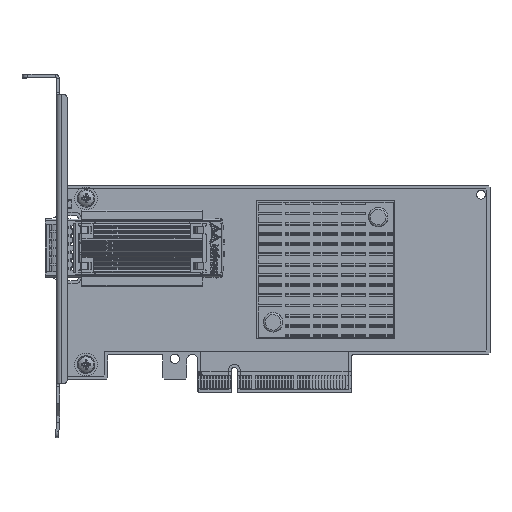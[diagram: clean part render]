
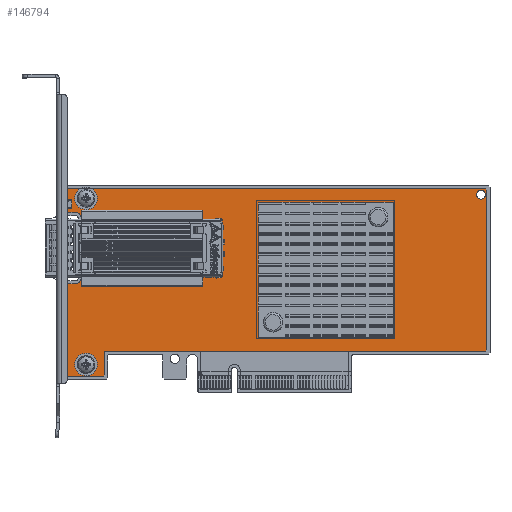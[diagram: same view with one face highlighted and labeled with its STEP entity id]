
A CAD part, top view. The second image highlights one B-rep face of the part: STEP entity #146794.
In plain terms, the highlighted planar face has unit normal (0, 0, 1).
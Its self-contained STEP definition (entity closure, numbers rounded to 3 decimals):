
#1125=LINE('',#205267,#19016);
#1150=LINE('',#205321,#19041);
#1153=LINE('',#205327,#19044);
#1156=LINE('',#205333,#19047);
#1159=LINE('',#205339,#19050);
#1162=LINE('',#205345,#19053);
#1165=LINE('',#205351,#19056);
#1168=LINE('',#205357,#19059);
#1172=LINE('',#205369,#19063);
#1176=LINE('',#205381,#19067);
#1179=LINE('',#205387,#19070);
#1182=LINE('',#205393,#19073);
#1185=LINE('',#205399,#19076);
#1188=LINE('',#205405,#19079);
#1191=LINE('',#205411,#19082);
#1194=LINE('',#205417,#19085);
#1197=LINE('',#205421,#19088);
#19016=VECTOR('',#165645,49.3);
#19041=VECTOR('',#165692,32.);
#19044=VECTOR('',#165697,7.75);
#19047=VECTOR('',#165702,0.707);
#19050=VECTOR('',#165707,12.);
#19053=VECTOR('',#165712,0.707);
#19056=VECTOR('',#165717,30.246);
#19059=VECTOR('',#165722,3.213);
#19063=VECTOR('',#165734,19.7);
#19067=VECTOR('',#165746,3.213);
#19070=VECTOR('',#165751,7.45);
#19073=VECTOR('',#165756,0.707);
#19076=VECTOR('',#165761,139.24);
#19079=VECTOR('',#165766,0.707);
#19082=VECTOR('',#165771,53.146);
#19085=VECTOR('',#165776,0.707);
#19088=VECTOR('',#165781,45.44);
#36903=PLANE('',#154676);
#43014=FACE_BOUND('',#51345,.T.);
#43015=FACE_BOUND('',#51346,.T.);
#43016=FACE_BOUND('',#51347,.T.);
#43017=FACE_BOUND('',#51348,.T.);
#43018=FACE_BOUND('',#51349,.T.);
#43019=FACE_BOUND('',#51350,.T.);
#43020=FACE_BOUND('',#51351,.T.);
#43021=FACE_BOUND('',#51352,.T.);
#43494=FACE_OUTER_BOUND('',#51344,.T.);
#51344=EDGE_LOOP('',(#98543,#98544,#98545,#98546,#98547,#98548,#98549,#98550,
#98551,#98552,#98553,#98554,#98555,#98556,#98557,#98558,#98559,#98560,#98561));
#51345=EDGE_LOOP('',(#98562));
#51346=EDGE_LOOP('',(#98563));
#51347=EDGE_LOOP('',(#98564));
#51348=EDGE_LOOP('',(#98565));
#51349=EDGE_LOOP('',(#98566));
#51350=EDGE_LOOP('',(#98567));
#51351=EDGE_LOOP('',(#98568));
#51352=EDGE_LOOP('',(#98569));
#59515=CIRCLE('',#154575,1.5);
#59520=CIRCLE('',#154582,1.5);
#59521=CIRCLE('',#154584,0.775);
#59523=CIRCLE('',#154587,0.525);
#59525=CIRCLE('',#154590,0.775);
#59528=CIRCLE('',#154594,1.5);
#59531=CIRCLE('',#154600,3.25);
#59532=CIRCLE('',#154602,3.25);
#59546=CIRCLE('',#154663,2.);
#59548=CIRCLE('',#154667,2.);
#62650=VERTEX_POINT('',#205077);
#62655=VERTEX_POINT('',#205089);
#62656=VERTEX_POINT('',#205092);
#62658=VERTEX_POINT('',#205097);
#62660=VERTEX_POINT('',#205102);
#62663=VERTEX_POINT('',#205109);
#62666=VERTEX_POINT('',#205118);
#62667=VERTEX_POINT('',#205121);
#62714=VERTEX_POINT('',#205265);
#62715=VERTEX_POINT('',#205266);
#62733=VERTEX_POINT('',#205320);
#62735=VERTEX_POINT('',#205326);
#62737=VERTEX_POINT('',#205332);
#62739=VERTEX_POINT('',#205338);
#62741=VERTEX_POINT('',#205344);
#62743=VERTEX_POINT('',#205350);
#62745=VERTEX_POINT('',#205356);
#62747=VERTEX_POINT('',#205362);
#62749=VERTEX_POINT('',#205368);
#62751=VERTEX_POINT('',#205374);
#62753=VERTEX_POINT('',#205380);
#62755=VERTEX_POINT('',#205386);
#62757=VERTEX_POINT('',#205392);
#62759=VERTEX_POINT('',#205398);
#62761=VERTEX_POINT('',#205404);
#62763=VERTEX_POINT('',#205410);
#62765=VERTEX_POINT('',#205416);
#76631=EDGE_CURVE('',#62650,#62650,#59515,.T.);
#76636=EDGE_CURVE('',#62655,#62655,#59520,.T.);
#76637=EDGE_CURVE('',#62656,#62656,#59521,.T.);
#76639=EDGE_CURVE('',#62658,#62658,#59523,.T.);
#76641=EDGE_CURVE('',#62660,#62660,#59525,.T.);
#76644=EDGE_CURVE('',#62663,#62663,#59528,.T.);
#76647=EDGE_CURVE('',#62666,#62666,#59531,.T.);
#76648=EDGE_CURVE('',#62667,#62667,#59532,.T.);
#76714=EDGE_CURVE('',#62714,#62715,#1125,.T.);
#76741=EDGE_CURVE('',#62733,#62714,#1150,.T.);
#76744=EDGE_CURVE('',#62735,#62733,#1153,.T.);
#76747=EDGE_CURVE('',#62737,#62735,#1156,.T.);
#76750=EDGE_CURVE('',#62739,#62737,#1159,.T.);
#76753=EDGE_CURVE('',#62741,#62739,#1162,.T.);
#76756=EDGE_CURVE('',#62743,#62741,#1165,.T.);
#76759=EDGE_CURVE('',#62745,#62743,#1168,.T.);
#76762=EDGE_CURVE('',#62747,#62745,#59546,.T.);
#76765=EDGE_CURVE('',#62749,#62747,#1172,.T.);
#76768=EDGE_CURVE('',#62751,#62749,#59548,.T.);
#76771=EDGE_CURVE('',#62753,#62751,#1176,.T.);
#76774=EDGE_CURVE('',#62755,#62753,#1179,.T.);
#76777=EDGE_CURVE('',#62757,#62755,#1182,.T.);
#76780=EDGE_CURVE('',#62759,#62757,#1185,.T.);
#76783=EDGE_CURVE('',#62761,#62759,#1188,.T.);
#76786=EDGE_CURVE('',#62763,#62761,#1191,.T.);
#76789=EDGE_CURVE('',#62765,#62763,#1194,.T.);
#76792=EDGE_CURVE('',#62715,#62765,#1197,.T.);
#98543=ORIENTED_EDGE('',*,*,#76714,.T.);
#98544=ORIENTED_EDGE('',*,*,#76792,.T.);
#98545=ORIENTED_EDGE('',*,*,#76789,.T.);
#98546=ORIENTED_EDGE('',*,*,#76786,.T.);
#98547=ORIENTED_EDGE('',*,*,#76783,.T.);
#98548=ORIENTED_EDGE('',*,*,#76780,.T.);
#98549=ORIENTED_EDGE('',*,*,#76777,.T.);
#98550=ORIENTED_EDGE('',*,*,#76774,.T.);
#98551=ORIENTED_EDGE('',*,*,#76771,.T.);
#98552=ORIENTED_EDGE('',*,*,#76768,.T.);
#98553=ORIENTED_EDGE('',*,*,#76765,.T.);
#98554=ORIENTED_EDGE('',*,*,#76762,.T.);
#98555=ORIENTED_EDGE('',*,*,#76759,.T.);
#98556=ORIENTED_EDGE('',*,*,#76756,.T.);
#98557=ORIENTED_EDGE('',*,*,#76753,.T.);
#98558=ORIENTED_EDGE('',*,*,#76750,.T.);
#98559=ORIENTED_EDGE('',*,*,#76747,.T.);
#98560=ORIENTED_EDGE('',*,*,#76744,.T.);
#98561=ORIENTED_EDGE('',*,*,#76741,.T.);
#98562=ORIENTED_EDGE('',*,*,#76631,.T.);
#98563=ORIENTED_EDGE('',*,*,#76636,.T.);
#98564=ORIENTED_EDGE('',*,*,#76637,.T.);
#98565=ORIENTED_EDGE('',*,*,#76639,.T.);
#98566=ORIENTED_EDGE('',*,*,#76641,.T.);
#98567=ORIENTED_EDGE('',*,*,#76644,.T.);
#98568=ORIENTED_EDGE('',*,*,#76647,.T.);
#98569=ORIENTED_EDGE('',*,*,#76648,.T.);
#146794=ADVANCED_FACE('',(#43494,#43014,#43015,#43016,#43017,#43018,#43019,
#43020,#43021),#36903,.T.);
#154575=AXIS2_PLACEMENT_3D('',#205078,#165452,#165453);
#154582=AXIS2_PLACEMENT_3D('',#205090,#165466,#165467);
#154584=AXIS2_PLACEMENT_3D('',#205093,#165470,#165471);
#154587=AXIS2_PLACEMENT_3D('',#205098,#165476,#165477);
#154590=AXIS2_PLACEMENT_3D('',#205103,#165482,#165483);
#154594=AXIS2_PLACEMENT_3D('',#205110,#165490,#165491);
#154600=AXIS2_PLACEMENT_3D('',#205119,#165502,#165503);
#154602=AXIS2_PLACEMENT_3D('',#205122,#165506,#165507);
#154663=AXIS2_PLACEMENT_3D('',#205363,#165728,#165729);
#154667=AXIS2_PLACEMENT_3D('',#205375,#165740,#165741);
#154676=AXIS2_PLACEMENT_3D('',#205422,#165782,#165783);
#165452=DIRECTION('center_axis',(0.,0.,-1.));
#165453=DIRECTION('ref_axis',(-1.,0.,0.));
#165466=DIRECTION('center_axis',(0.,0.,-1.));
#165467=DIRECTION('ref_axis',(-1.,0.,0.));
#165470=DIRECTION('center_axis',(0.,0.,-1.));
#165471=DIRECTION('ref_axis',(-1.,0.,0.));
#165476=DIRECTION('center_axis',(0.,0.,-1.));
#165477=DIRECTION('ref_axis',(-1.,0.,0.));
#165482=DIRECTION('center_axis',(0.,0.,-1.));
#165483=DIRECTION('ref_axis',(-1.,0.,0.));
#165490=DIRECTION('center_axis',(0.,0.,-1.));
#165491=DIRECTION('ref_axis',(-1.,0.,0.));
#165502=DIRECTION('center_axis',(0.,0.,-1.));
#165503=DIRECTION('ref_axis',(-1.,0.,0.));
#165506=DIRECTION('center_axis',(0.,0.,-1.));
#165507=DIRECTION('ref_axis',(-1.,0.,0.));
#165645=DIRECTION('',(1.,0.,0.));
#165692=DIRECTION('',(1.,0.,0.));
#165697=DIRECTION('',(0.,1.,0.));
#165702=DIRECTION('',(0.707,0.707,0.));
#165707=DIRECTION('',(1.,0.,0.));
#165712=DIRECTION('',(0.707,-0.707,0.));
#165717=DIRECTION('',(0.,-1.,0.));
#165722=DIRECTION('',(-1.,0.,0.));
#165728=DIRECTION('center_axis',(0.,0.,-1.));
#165729=DIRECTION('ref_axis',(0.,1.,0.));
#165734=DIRECTION('',(0.,-1.,0.));
#165740=DIRECTION('center_axis',(0.,0.,-1.));
#165741=DIRECTION('ref_axis',(-1.,0.,0.));
#165746=DIRECTION('',(1.,0.,0.));
#165751=DIRECTION('',(0.,-1.,0.));
#165756=DIRECTION('',(-0.707,-0.707,0.));
#165761=DIRECTION('',(-1.,0.,0.));
#165766=DIRECTION('',(-0.707,0.707,0.));
#165771=DIRECTION('',(0.,1.,0.));
#165776=DIRECTION('',(0.707,0.707,0.));
#165781=DIRECTION('',(1.,0.,0.));
#165782=DIRECTION('center_axis',(0.,0.,1.));
#165783=DIRECTION('ref_axis',(1.,0.,0.));
#205077=CARTESIAN_POINT('',(140.74,65.896,1.585));
#205078=CARTESIAN_POINT('Origin',(139.24,65.896,1.585));
#205089=CARTESIAN_POINT('',(9.3,9.35,1.585));
#205090=CARTESIAN_POINT('Origin',(7.8,9.35,1.585));
#205092=CARTESIAN_POINT('',(42.988,56.496,1.585));
#205093=CARTESIAN_POINT('Origin',(42.213,56.496,1.585));
#205097=CARTESIAN_POINT('',(12.638,38.596,1.585));
#205098=CARTESIAN_POINT('Origin',(12.113,38.596,1.585));
#205102=CARTESIAN_POINT('',(42.988,39.696,1.585));
#205103=CARTESIAN_POINT('Origin',(42.213,39.696,1.585));
#205109=CARTESIAN_POINT('',(9.3,64.65,1.585));
#205110=CARTESIAN_POINT('Origin',(7.8,64.65,1.585));
#205118=CARTESIAN_POINT('',(73.29,23.396,1.585));
#205119=CARTESIAN_POINT('Origin',(70.04,23.396,1.585));
#205121=CARTESIAN_POINT('',(108.29,58.396,1.585));
#205122=CARTESIAN_POINT('Origin',(105.04,58.396,1.585));
#205265=CARTESIAN_POINT('',(46.,13.75,1.585));
#205266=CARTESIAN_POINT('',(95.3,13.75,1.585));
#205267=CARTESIAN_POINT('',(81.431,13.75,1.585));
#205320=CARTESIAN_POINT('',(14.,13.75,1.585));
#205321=CARTESIAN_POINT('',(14.,13.75,1.585));
#205326=CARTESIAN_POINT('',(14.,6.,1.585));
#205327=CARTESIAN_POINT('',(14.,6.,1.585));
#205332=CARTESIAN_POINT('',(13.5,5.5,1.585));
#205333=CARTESIAN_POINT('',(13.5,5.5,1.585));
#205338=CARTESIAN_POINT('',(1.5,5.5,1.585));
#205339=CARTESIAN_POINT('',(1.5,5.5,1.585));
#205344=CARTESIAN_POINT('',(1.,6.,1.585));
#205345=CARTESIAN_POINT('',(1.,6.,1.585));
#205350=CARTESIAN_POINT('',(1.,36.246,1.585));
#205351=CARTESIAN_POINT('',(1.,36.246,1.585));
#205356=CARTESIAN_POINT('',(4.213,36.246,1.585));
#205357=CARTESIAN_POINT('',(4.213,36.246,1.585));
#205362=CARTESIAN_POINT('',(6.213,38.246,1.585));
#205363=CARTESIAN_POINT('Origin',(4.213,38.246,1.585));
#205368=CARTESIAN_POINT('',(6.213,57.946,1.585));
#205369=CARTESIAN_POINT('',(6.213,57.946,1.585));
#205374=CARTESIAN_POINT('',(4.213,59.946,1.585));
#205375=CARTESIAN_POINT('Origin',(4.213,57.946,1.585));
#205380=CARTESIAN_POINT('',(1.,59.946,1.585));
#205381=CARTESIAN_POINT('',(1.,59.946,1.585));
#205386=CARTESIAN_POINT('',(1.,67.396,1.585));
#205387=CARTESIAN_POINT('',(1.,67.396,1.585));
#205392=CARTESIAN_POINT('',(1.5,67.896,1.585));
#205393=CARTESIAN_POINT('',(1.5,67.896,1.585));
#205398=CARTESIAN_POINT('',(140.74,67.896,1.585));
#205399=CARTESIAN_POINT('',(140.74,67.896,1.585));
#205404=CARTESIAN_POINT('',(141.24,67.396,1.585));
#205405=CARTESIAN_POINT('',(141.24,67.396,1.585));
#205410=CARTESIAN_POINT('',(141.24,14.25,1.585));
#205411=CARTESIAN_POINT('',(141.24,14.25,1.585));
#205416=CARTESIAN_POINT('',(140.74,13.75,1.585));
#205417=CARTESIAN_POINT('',(140.74,13.75,1.585));
#205421=CARTESIAN_POINT('',(95.3,13.75,1.585));
#205422=CARTESIAN_POINT('Origin',(67.562,35.261,1.585));
